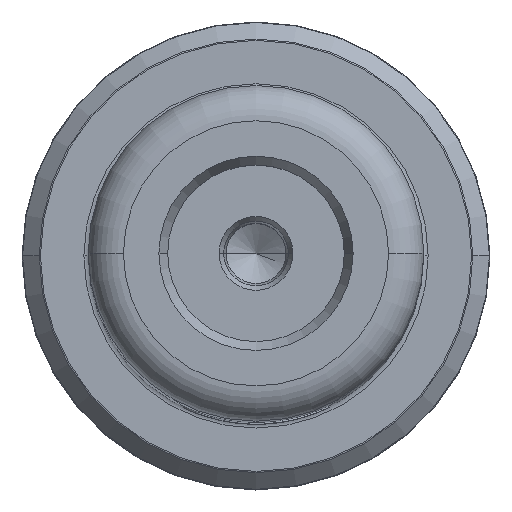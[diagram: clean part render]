
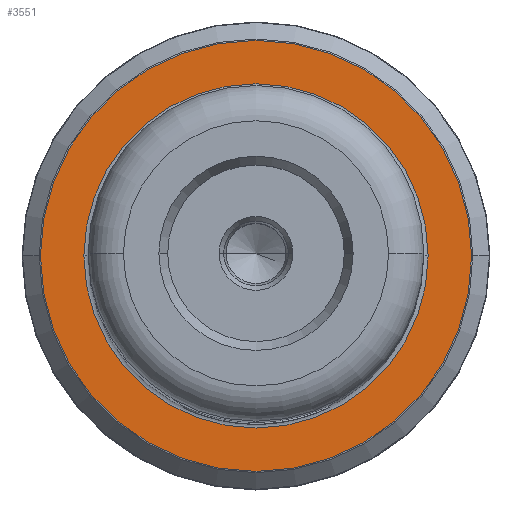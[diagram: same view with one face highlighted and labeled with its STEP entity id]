
A CAD part, top view. The second image highlights one B-rep face of the part: STEP entity #3551.
In plain terms, the highlighted planar face has unit normal (0, 0, 1).
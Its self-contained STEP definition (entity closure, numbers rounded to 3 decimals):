
#227 = DIRECTION ( 'NONE',  ( -1., 0., 0. ) ) ;
#331 = DIRECTION ( 'NONE',  ( -1., 0., 0. ) ) ;
#355 = ORIENTED_EDGE ( 'NONE', *, *, #2185, .T. ) ;
#373 = CARTESIAN_POINT ( 'NONE',  ( 0., 0., 39. ) ) ;
#533 = VERTEX_POINT ( 'NONE', #3388 ) ;
#850 = VERTEX_POINT ( 'NONE', #1565 ) ;
#860 = AXIS2_PLACEMENT_3D ( 'NONE', #2088, #1425, #3994 ) ;
#912 = CARTESIAN_POINT ( 'NONE',  ( 19.5, 0., 39. ) ) ;
#918 = CARTESIAN_POINT ( 'NONE',  ( 0., 0., 39. ) ) ;
#1114 = DIRECTION ( 'NONE',  ( 0., 0., 1. ) ) ;
#1222 = DIRECTION ( 'NONE',  ( 1., 0., 0. ) ) ;
#1230 = AXIS2_PLACEMENT_3D ( 'NONE', #2722, #1451, #1222 ) ;
#1425 = DIRECTION ( 'NONE',  ( 0., 0., 1. ) ) ;
#1451 = DIRECTION ( 'NONE',  ( 0., 0., 1. ) ) ;
#1455 = DIRECTION ( 'NONE',  ( 0., 0., -1. ) ) ;
#1565 = CARTESIAN_POINT ( 'NONE',  ( 24.417, 0., 39. ) ) ;
#1586 = EDGE_LOOP ( 'NONE', ( #3559, #2423 ) ) ;
#1618 = EDGE_CURVE ( 'NONE', #850, #3668, #3033, .T. ) ;
#1773 = FACE_OUTER_BOUND ( 'NONE', #1586, .T. ) ;
#2028 = AXIS2_PLACEMENT_3D ( 'NONE', #373, #2625, #331 ) ;
#2088 = CARTESIAN_POINT ( 'NONE',  ( 0., 0., 39. ) ) ;
#2185 = EDGE_CURVE ( 'NONE', #2763, #533, #3951, .T. ) ;
#2423 = ORIENTED_EDGE ( 'NONE', *, *, #3413, .T. ) ;
#2493 = FACE_BOUND ( 'NONE', #2680, .T. ) ;
#2625 = DIRECTION ( 'NONE',  ( 0., 0., -1. ) ) ;
#2680 = EDGE_LOOP ( 'NONE', ( #3299, #355 ) ) ;
#2722 = CARTESIAN_POINT ( 'NONE',  ( 0., 0., 39. ) ) ;
#2738 = EDGE_CURVE ( 'NONE', #533, #2763, #3303, .T. ) ;
#2763 = VERTEX_POINT ( 'NONE', #912 ) ;
#2784 = CARTESIAN_POINT ( 'NONE',  ( 0., 0., 39. ) ) ;
#2830 = PLANE ( 'NONE',  #3765 ) ;
#2917 = CIRCLE ( 'NONE', #860, 24.417 ) ;
#3033 = CIRCLE ( 'NONE', #1230, 24.417 ) ;
#3299 = ORIENTED_EDGE ( 'NONE', *, *, #2738, .T. ) ;
#3303 = CIRCLE ( 'NONE', #3894, 19.5 ) ;
#3325 = CARTESIAN_POINT ( 'NONE',  ( -24.417, 0., 39. ) ) ;
#3334 = DIRECTION ( 'NONE',  ( 1., 0., 0. ) ) ;
#3388 = CARTESIAN_POINT ( 'NONE',  ( -19.5, 0., 39. ) ) ;
#3413 = EDGE_CURVE ( 'NONE', #3668, #850, #2917, .T. ) ;
#3551 = ADVANCED_FACE ( 'NONE', ( #2493, #1773 ), #2830, .T. ) ;
#3559 = ORIENTED_EDGE ( 'NONE', *, *, #1618, .T. ) ;
#3668 = VERTEX_POINT ( 'NONE', #3325 ) ;
#3765 = AXIS2_PLACEMENT_3D ( 'NONE', #918, #1114, #3334 ) ;
#3894 = AXIS2_PLACEMENT_3D ( 'NONE', #2784, #1455, #227 ) ;
#3951 = CIRCLE ( 'NONE', #2028, 19.5 ) ;
#3994 = DIRECTION ( 'NONE',  ( 1., 0., 0. ) ) ;
